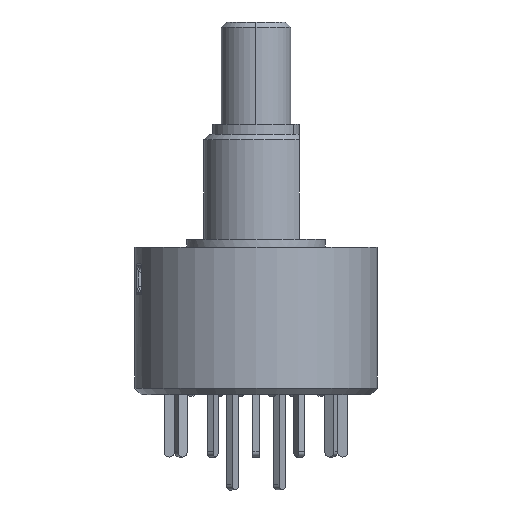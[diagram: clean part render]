
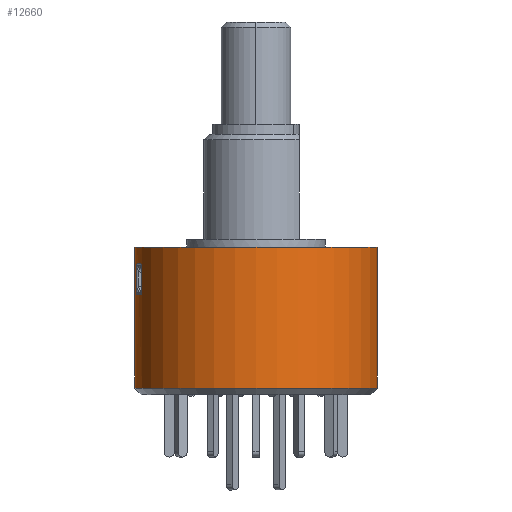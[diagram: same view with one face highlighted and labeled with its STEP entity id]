
A CAD part, left-side view. The second image highlights one B-rep face of the part: STEP entity #12660.
In plain terms, the highlighted cylindrical face has radius 7 mm (diameter 14 mm), a partial arc.
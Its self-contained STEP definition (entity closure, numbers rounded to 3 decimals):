
#221 = FACE_OUTER_BOUND ( 'NONE', #13480, .T. ) ;
#378 = EDGE_CURVE ( 'NONE', #5763, #2597, #13176, .T. ) ;
#649 = EDGE_CURVE ( 'NONE', #8680, #1190, #10212, .T. ) ;
#1018 = VERTEX_POINT ( 'NONE', #8209 ) ;
#1190 = VERTEX_POINT ( 'NONE', #9975 ) ;
#1191 = CARTESIAN_POINT ( 'NONE',  ( -2.005, 6.71, -3.167 ) ) ;
#1293 = CIRCLE ( 'NONE', #11605, 7. ) ;
#1659 = EDGE_CURVE ( 'NONE', #17976, #10763, #9110, .T. ) ;
#1815 = CARTESIAN_POINT ( 'NONE',  ( 0., 0., -0.45 ) ) ;
#2307 = ORIENTED_EDGE ( 'NONE', *, *, #378, .T. ) ;
#2477 = VECTOR ( 'NONE', #10000, 1000. ) ;
#2597 = VERTEX_POINT ( 'NONE', #6000 ) ;
#2673 = CARTESIAN_POINT ( 'NONE',  ( -2.196, 6.65, -3.162 ) ) ;
#2716 = CARTESIAN_POINT ( 'NONE',  ( 0., 0., -0.45 ) ) ;
#2799 = CARTESIAN_POINT ( 'NONE',  ( 0., -7., -0.45 ) ) ;
#2859 = DIRECTION ( 'NONE',  ( 0., 0., -1. ) ) ;
#2866 = DIRECTION ( 'NONE',  ( 0., 0., 1. ) ) ;
#2882 = ORIENTED_EDGE ( 'NONE', *, *, #1659, .T. ) ;
#2957 = EDGE_CURVE ( 'NONE', #7778, #17976, #16533, .T. ) ;
#3398 = DIRECTION ( 'NONE',  ( 0., -1., 0. ) ) ;
#3418 = CARTESIAN_POINT ( 'NONE',  ( 0., -7., -0.45 ) ) ;
#3613 = CARTESIAN_POINT ( 'NONE',  ( 0., -7., -8.574 ) ) ;
#4394 = CARTESIAN_POINT ( 'NONE',  ( -2.384, 6.581, -1.425 ) ) ;
#4839 = VECTOR ( 'NONE', #5979, 1000. ) ;
#5763 = VERTEX_POINT ( 'NONE', #5789 ) ;
#5789 = CARTESIAN_POINT ( 'NONE',  ( -1.812, 6.761, -3.167 ) ) ;
#5979 = DIRECTION ( 'NONE',  ( 0., 0., -1. ) ) ;
#6000 = CARTESIAN_POINT ( 'NONE',  ( -1.226, 6.892, -3.152 ) ) ;
#6455 = EDGE_CURVE ( 'NONE', #17209, #10763, #8507, .T. ) ;
#6493 =( BOUNDED_CURVE ( )  B_SPLINE_CURVE ( 3, ( #11551, #17570, #8689, #4394 ),
 .UNSPECIFIED., .F., .T. ) 
 B_SPLINE_CURVE_WITH_KNOTS ( ( 4, 4 ),
 ( 3.056, 3.227 ),
 .UNSPECIFIED. ) 
 CURVE ( )  GEOMETRIC_REPRESENTATION_ITEM ( )  RATIONAL_B_SPLINE_CURVE ( ( 1., 0.998, 0.998, 1. ) ) 
 REPRESENTATION_ITEM ( '' )  );
#6985 = CARTESIAN_POINT ( 'NONE',  ( -2.384, 6.581, -3.152 ) ) ;
#7026 = DIRECTION ( 'NONE',  ( 0., 0., 1. ) ) ;
#7377 = CARTESIAN_POINT ( 'NONE',  ( 0., 7., -8.574 ) ) ;
#7458 = EDGE_CURVE ( 'NONE', #1190, #5763, #13646, .T. ) ;
#7778 = VERTEX_POINT ( 'NONE', #13972 ) ;
#7868 = CARTESIAN_POINT ( 'NONE',  ( -1.618, 6.813, -3.167 ) ) ;
#8209 = CARTESIAN_POINT ( 'NONE',  ( -1.226, 6.892, -1.425 ) ) ;
#8507 = LINE ( 'NONE', #2799, #10586 ) ;
#8680 = VERTEX_POINT ( 'NONE', #17234 ) ;
#8689 = CARTESIAN_POINT ( 'NONE',  ( -2.007, 6.718, -1.406 ) ) ;
#9110 = CIRCLE ( 'NONE', #17738, 7. ) ;
#9152 = DIRECTION ( 'NONE',  ( 0., 0., 1. ) ) ;
#9311 = ORIENTED_EDGE ( 'NONE', *, *, #2957, .T. ) ;
#9367 = ORIENTED_EDGE ( 'NONE', *, *, #7458, .T. ) ;
#9975 = CARTESIAN_POINT ( 'NONE',  ( -2.384, 6.581, -3.152 ) ) ;
#10000 = DIRECTION ( 'NONE',  ( 0., 0., -1. ) ) ;
#10100 = CARTESIAN_POINT ( 'NONE',  ( -1.812, 6.761, -3.167 ) ) ;
#10127 = ORIENTED_EDGE ( 'NONE', *, *, #649, .T. ) ;
#10212 = LINE ( 'NONE', #14580, #2477 ) ;
#10420 = DIRECTION ( 'NONE',  ( 0., 1., 0. ) ) ;
#10586 = VECTOR ( 'NONE', #2859, 1000. ) ;
#10763 = VERTEX_POINT ( 'NONE', #3613 ) ;
#10826 = LINE ( 'NONE', #17644, #11274 ) ;
#11193 = FACE_BOUND ( 'NONE', #15097, .T. ) ;
#11274 = VECTOR ( 'NONE', #2866, 1000. ) ;
#11331 = ORIENTED_EDGE ( 'NONE', *, *, #13443, .F. ) ;
#11551 = CARTESIAN_POINT ( 'NONE',  ( -1.226, 6.892, -1.425 ) ) ;
#11605 = AXIS2_PLACEMENT_3D ( 'NONE', #2716, #7026, #13055 ) ;
#12660 = ADVANCED_FACE ( 'NONE', ( #221, #11193 ), #16010, .T. ) ;
#12956 = EDGE_CURVE ( 'NONE', #1018, #8680, #6493, .T. ) ;
#13015 = CARTESIAN_POINT ( 'NONE',  ( 0., 7., -0.45 ) ) ;
#13055 = DIRECTION ( 'NONE',  ( 0., -1., 0. ) ) ;
#13176 =( BOUNDED_CURVE ( )  B_SPLINE_CURVE ( 3, ( #15127, #7868, #14997, #16476 ),
 .UNSPECIFIED., .F., .F. ) 
 B_SPLINE_CURVE_WITH_KNOTS ( ( 4, 4 ),
 ( 0., 0.086 ),
 .UNSPECIFIED. ) 
 CURVE ( )  GEOMETRIC_REPRESENTATION_ITEM ( )  RATIONAL_B_SPLINE_CURVE ( ( 1., 0.999, 0.999, 1. ) ) 
 REPRESENTATION_ITEM ( '' )  );
#13443 = EDGE_CURVE ( 'NONE', #7778, #17209, #1293, .T. ) ;
#13480 = EDGE_LOOP ( 'NONE', ( #16504, #11331, #9311, #2882 ) ) ;
#13646 =( BOUNDED_CURVE ( )  B_SPLINE_CURVE ( 3, ( #6985, #2673, #1191, #10100 ),
 .UNSPECIFIED., .F., .F. ) 
 B_SPLINE_CURVE_WITH_KNOTS ( ( 4, 4 ),
 ( 6.197, 6.283 ),
 .UNSPECIFIED. ) 
 CURVE ( )  GEOMETRIC_REPRESENTATION_ITEM ( )  RATIONAL_B_SPLINE_CURVE ( ( 1., 0.999, 0.999, 1. ) ) 
 REPRESENTATION_ITEM ( '' )  );
#13972 = CARTESIAN_POINT ( 'NONE',  ( 0., 7., -0.45 ) ) ;
#14580 = CARTESIAN_POINT ( 'NONE',  ( -2.384, 6.581, -0.45 ) ) ;
#14722 = EDGE_CURVE ( 'NONE', #2597, #1018, #10826, .T. ) ;
#14997 = CARTESIAN_POINT ( 'NONE',  ( -1.423, 6.857, -3.162 ) ) ;
#15097 = EDGE_LOOP ( 'NONE', ( #9367, #2307, #18010, #17723, #10127 ) ) ;
#15127 = CARTESIAN_POINT ( 'NONE',  ( -1.812, 6.761, -3.167 ) ) ;
#16010 = CYLINDRICAL_SURFACE ( 'NONE', #17352, 7. ) ;
#16476 = CARTESIAN_POINT ( 'NONE',  ( -1.226, 6.892, -3.152 ) ) ;
#16504 = ORIENTED_EDGE ( 'NONE', *, *, #6455, .F. ) ;
#16533 = LINE ( 'NONE', #13015, #4839 ) ;
#16583 = CARTESIAN_POINT ( 'NONE',  ( 0., 0., -8.574 ) ) ;
#17209 = VERTEX_POINT ( 'NONE', #3418 ) ;
#17234 = CARTESIAN_POINT ( 'NONE',  ( -2.384, 6.581, -1.425 ) ) ;
#17352 = AXIS2_PLACEMENT_3D ( 'NONE', #1815, #17686, #10420 ) ;
#17570 = CARTESIAN_POINT ( 'NONE',  ( -1.62, 6.822, -1.406 ) ) ;
#17644 = CARTESIAN_POINT ( 'NONE',  ( -1.226, 6.892, -0.45 ) ) ;
#17686 = DIRECTION ( 'NONE',  ( 0., 0., -1. ) ) ;
#17723 = ORIENTED_EDGE ( 'NONE', *, *, #12956, .T. ) ;
#17738 = AXIS2_PLACEMENT_3D ( 'NONE', #16583, #9152, #3398 ) ;
#17976 = VERTEX_POINT ( 'NONE', #7377 ) ;
#18010 = ORIENTED_EDGE ( 'NONE', *, *, #14722, .T. ) ;
